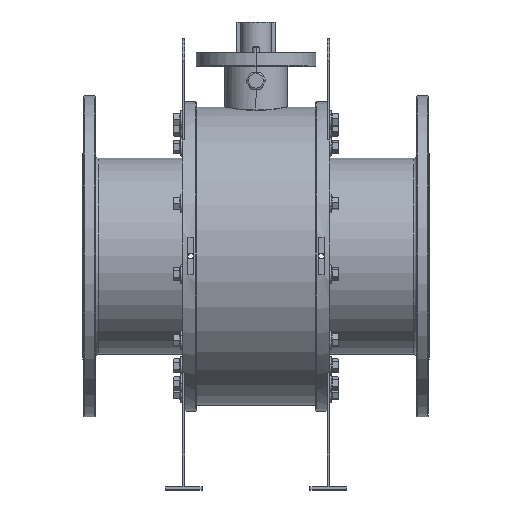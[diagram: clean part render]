
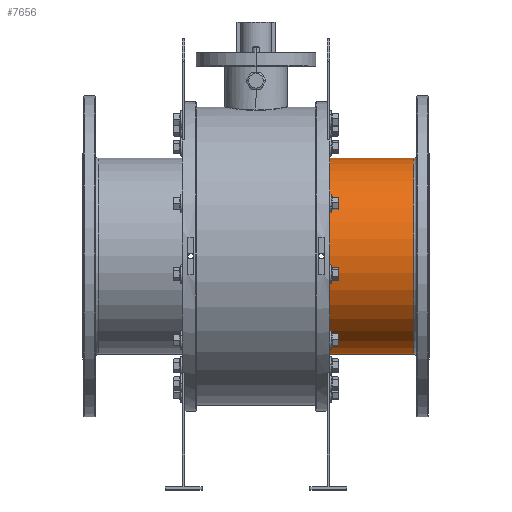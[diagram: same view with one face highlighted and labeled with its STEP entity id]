
A CAD part, top view. The second image highlights one B-rep face of the part: STEP entity #7656.
In plain terms, the highlighted cylindrical face has radius 172.5 mm (diameter 345 mm), a partial arc.
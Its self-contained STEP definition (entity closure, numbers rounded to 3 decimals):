
#250 = CYLINDRICAL_SURFACE ( 'NONE', #6674, 172.5 ) ;
#511 = EDGE_CURVE ( 'NONE', #9792, #3222, #8810, .T. ) ;
#558 = LINE ( 'NONE', #4751, #11117 ) ;
#904 = DIRECTION ( 'NONE',  ( -1., 0., 0. ) ) ;
#1912 = CARTESIAN_POINT ( 'NONE',  ( 130., -172.5, 0. ) ) ;
#2219 = FACE_OUTER_BOUND ( 'NONE', #9926, .T. ) ;
#2401 = CARTESIAN_POINT ( 'NONE',  ( 278., 172.5, 0. ) ) ;
#2485 = VERTEX_POINT ( 'NONE', #8164 ) ;
#3222 = VERTEX_POINT ( 'NONE', #2401 ) ;
#3909 = CARTESIAN_POINT ( 'NONE',  ( 278., -172.5, 0. ) ) ;
#3997 = DIRECTION ( 'NONE',  ( 1., 0., 0. ) ) ;
#4302 = AXIS2_PLACEMENT_3D ( 'NONE', #10132, #3997, #4964 ) ;
#4751 = CARTESIAN_POINT ( 'NONE',  ( -305., -172.5, 0. ) ) ;
#4964 = DIRECTION ( 'NONE',  ( 0., 0., -1. ) ) ;
#5166 = LINE ( 'NONE', #10136, #8633 ) ;
#5389 = ORIENTED_EDGE ( 'NONE', *, *, #10767, .F. ) ;
#5730 = CARTESIAN_POINT ( 'NONE',  ( 278., 0., 0. ) ) ;
#6256 = EDGE_CURVE ( 'NONE', #2485, #6281, #9739, .T. ) ;
#6281 = VERTEX_POINT ( 'NONE', #1912 ) ;
#6674 = AXIS2_PLACEMENT_3D ( 'NONE', #8519, #7430, #9736 ) ;
#7430 = DIRECTION ( 'NONE',  ( -1., 0., 0. ) ) ;
#7656 = ADVANCED_FACE ( 'NONE', ( #2219 ), #250, .T. ) ;
#7983 = EDGE_CURVE ( 'NONE', #3222, #2485, #5166, .T. ) ;
#8083 = DIRECTION ( 'NONE',  ( -1., 0., 0. ) ) ;
#8164 = CARTESIAN_POINT ( 'NONE',  ( 130., 172.5, 0. ) ) ;
#8519 = CARTESIAN_POINT ( 'NONE',  ( -305., 0., 0. ) ) ;
#8633 = VECTOR ( 'NONE', #904, 1000. ) ;
#8810 = CIRCLE ( 'NONE', #11398, 172.5 ) ;
#9736 = DIRECTION ( 'NONE',  ( 0., -1., 0. ) ) ;
#9739 = CIRCLE ( 'NONE', #4302, 172.5 ) ;
#9770 = ORIENTED_EDGE ( 'NONE', *, *, #7983, .T. ) ;
#9792 = VERTEX_POINT ( 'NONE', #3909 ) ;
#9876 = DIRECTION ( 'NONE',  ( -1., 0., 0. ) ) ;
#9926 = EDGE_LOOP ( 'NONE', ( #13272, #9770, #11962, #5389 ) ) ;
#10132 = CARTESIAN_POINT ( 'NONE',  ( 130., 0., 0. ) ) ;
#10136 = CARTESIAN_POINT ( 'NONE',  ( -305., 172.5, 0. ) ) ;
#10767 = EDGE_CURVE ( 'NONE', #9792, #6281, #558, .T. ) ;
#11117 = VECTOR ( 'NONE', #8083, 1000. ) ;
#11398 = AXIS2_PLACEMENT_3D ( 'NONE', #5730, #9876, #13130 ) ;
#11962 = ORIENTED_EDGE ( 'NONE', *, *, #6256, .T. ) ;
#13130 = DIRECTION ( 'NONE',  ( 0., 1., 0. ) ) ;
#13272 = ORIENTED_EDGE ( 'NONE', *, *, #511, .T. ) ;
